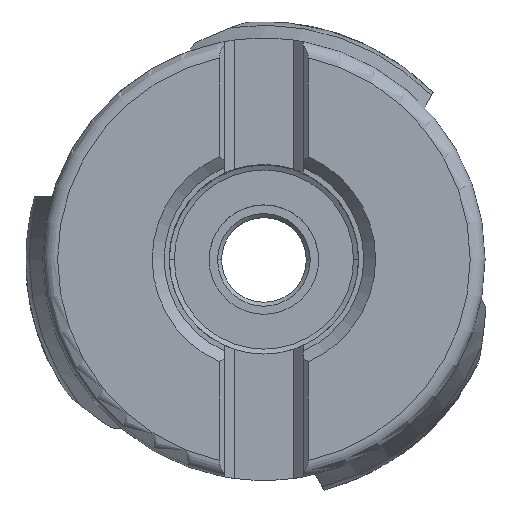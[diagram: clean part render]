
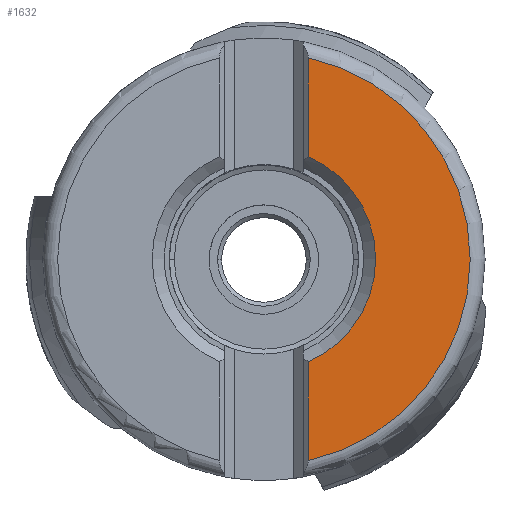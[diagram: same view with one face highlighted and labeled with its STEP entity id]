
A CAD part, top view. The second image highlights one B-rep face of the part: STEP entity #1632.
In plain terms, the highlighted planar face has unit normal (0, 0, 1).
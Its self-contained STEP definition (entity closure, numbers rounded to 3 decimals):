
#308=PLANE('',#9692);
#617=LINE('',#19152,#1007);
#618=LINE('',#19158,#1008);
#1007=VECTOR('',#11693,1.);
#1008=VECTOR('',#11700,1.);
#1632=ADVANCED_FACE('',(#2159),#308,.T.);
#2159=FACE_OUTER_BOUND('',#2647,.T.);
#2647=EDGE_LOOP('',(#5373,#5374,#5375,#5376,#5377));
#3041=CIRCLE('',#9681,11.225);
#3046=CIRCLE('',#9690,20.725);
#3047=CIRCLE('',#9691,20.725);
#5373=ORIENTED_EDGE('',*,*,#8120,.T.);
#5374=ORIENTED_EDGE('',*,*,#8121,.F.);
#5375=ORIENTED_EDGE('',*,*,#8122,.F.);
#5376=ORIENTED_EDGE('',*,*,#8123,.T.);
#5377=ORIENTED_EDGE('',*,*,#8106,.F.);
#6856=VERTEX_POINT('',#19101);
#6857=VERTEX_POINT('',#19103);
#6866=VERTEX_POINT('',#19151);
#6867=VERTEX_POINT('',#19155);
#6868=VERTEX_POINT('',#19157);
#8106=EDGE_CURVE('',#6856,#6857,#3041,.T.);
#8120=EDGE_CURVE('',#6856,#6866,#617,.T.);
#8121=EDGE_CURVE('',#6867,#6866,#3046,.T.);
#8122=EDGE_CURVE('',#6868,#6867,#3047,.T.);
#8123=EDGE_CURVE('',#6868,#6857,#618,.T.);
#9681=AXIS2_PLACEMENT_3D('',#19102,#11671,#11672);
#9690=AXIS2_PLACEMENT_3D('',#19154,#11696,#11697);
#9691=AXIS2_PLACEMENT_3D('',#19156,#11698,#11699);
#9692=AXIS2_PLACEMENT_3D('',#19159,#11701,#11702);
#11671=DIRECTION('',(0.,0.,1.));
#11672=DIRECTION('',(0.398,-0.917,0.));
#11693=DIRECTION('',(0.,-1.,0.));
#11696=DIRECTION('',(0.,0.,-1.));
#11697=DIRECTION('',(1.,-0.001,0.));
#11698=DIRECTION('',(0.,0.,-1.));
#11699=DIRECTION('',(0.216,0.976,0.));
#11700=DIRECTION('',(0.,-1.,0.));
#11701=DIRECTION('',(0.,0.,1.));
#11702=DIRECTION('',(-1.,0.,0.));
#19101=CARTESIAN_POINT('',(4.47,-10.297,0.));
#19102=CARTESIAN_POINT('',(0.,0.,0.));
#19103=CARTESIAN_POINT('',(4.47,10.297,0.));
#19151=CARTESIAN_POINT('',(4.47,-20.237,0.));
#19152=CARTESIAN_POINT('',(4.47,-10.297,0.));
#19154=CARTESIAN_POINT('',(0.,0.,0.));
#19155=CARTESIAN_POINT('',(20.725,-0.02,0.));
#19156=CARTESIAN_POINT('',(0.,0.,0.));
#19157=CARTESIAN_POINT('',(4.47,20.237,0.));
#19158=CARTESIAN_POINT('',(4.47,20.237,0.));
#19159=CARTESIAN_POINT('',(12.597,0.,0.));
